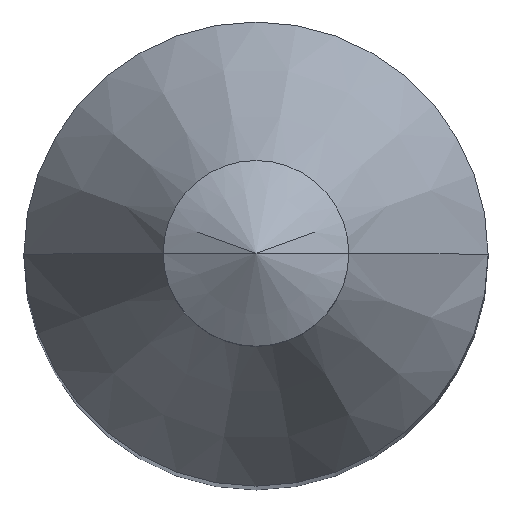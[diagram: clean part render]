
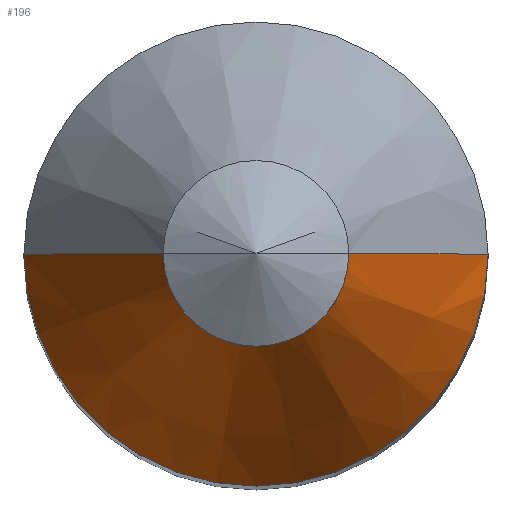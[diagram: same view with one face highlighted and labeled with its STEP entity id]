
A CAD part, top view. The second image highlights one B-rep face of the part: STEP entity #196.
In plain terms, the highlighted conical face has half-angle 30 degrees and reference radius 1.587 mm.
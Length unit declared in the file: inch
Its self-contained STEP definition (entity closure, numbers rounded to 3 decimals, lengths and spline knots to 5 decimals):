
#1 = DIRECTION ( 'NONE',  ( 0., 0., -1. ) ) ;
#4 = AXIS2_PLACEMENT_3D ( 'NONE', #325, #26, #396 ) ;
#14 = DIRECTION ( 'NONE',  ( 0.5, 0., -0.866 ) ) ;
#26 = DIRECTION ( 'NONE',  ( 0., 0., -1. ) ) ;
#27 = VERTEX_POINT ( 'NONE', #239 ) ;
#41 = CARTESIAN_POINT ( 'NONE',  ( 0.0625, 0., 1.96245 ) ) ;
#45 = CIRCLE ( 'NONE', #392, 0.0625 ) ;
#47 = DIRECTION ( 'NONE',  ( -1., 0., 0. ) ) ;
#64 = EDGE_LOOP ( 'NONE', ( #249, #162, #156, #227 ) ) ;
#82 = CARTESIAN_POINT ( 'NONE',  ( -0.15625, 0., 1.80007 ) ) ;
#93 = LINE ( 'NONE', #306, #381 ) ;
#119 = CARTESIAN_POINT ( 'NONE',  ( 0., 0., 1.96245 ) ) ;
#132 = CONICAL_SURFACE ( 'NONE', #195, 0.0625, 0.524 ) ;
#137 = DIRECTION ( 'NONE',  ( 0., 0., -1. ) ) ;
#149 = FACE_OUTER_BOUND ( 'NONE', #64, .T. ) ;
#156 = ORIENTED_EDGE ( 'NONE', *, *, #235, .F. ) ;
#157 = CIRCLE ( 'NONE', #4, 0.15625 ) ;
#162 = ORIENTED_EDGE ( 'NONE', *, *, #302, .T. ) ;
#186 = VERTEX_POINT ( 'NONE', #82 ) ;
#195 = AXIS2_PLACEMENT_3D ( 'NONE', #119, #1, #273 ) ;
#196 = ADVANCED_FACE ( 'NONE', ( #149 ), #132, .T. ) ;
#227 = ORIENTED_EDGE ( 'NONE', *, *, #276, .F. ) ;
#235 = EDGE_CURVE ( 'NONE', #27, #186, #157, .T. ) ;
#239 = CARTESIAN_POINT ( 'NONE',  ( 0.15625, 0., 1.80007 ) ) ;
#249 = ORIENTED_EDGE ( 'NONE', *, *, #394, .T. ) ;
#254 = CARTESIAN_POINT ( 'NONE',  ( -0.0625, 0., 1.96245 ) ) ;
#271 = VECTOR ( 'NONE', #379, 39.37008 ) ;
#273 = DIRECTION ( 'NONE',  ( 1., 0., 0. ) ) ;
#276 = EDGE_CURVE ( 'NONE', #374, #27, #93, .T. ) ;
#302 = EDGE_CURVE ( 'NONE', #308, #186, #371, .T. ) ;
#306 = CARTESIAN_POINT ( 'NONE',  ( 0.0625, 0., 1.96245 ) ) ;
#308 = VERTEX_POINT ( 'NONE', #373 ) ;
#325 = CARTESIAN_POINT ( 'NONE',  ( 0., 0., 1.80007 ) ) ;
#341 = CARTESIAN_POINT ( 'NONE',  ( 0., 0., 1.96245 ) ) ;
#371 = LINE ( 'NONE', #254, #271 ) ;
#373 = CARTESIAN_POINT ( 'NONE',  ( -0.0625, 0., 1.96245 ) ) ;
#374 = VERTEX_POINT ( 'NONE', #41 ) ;
#379 = DIRECTION ( 'NONE',  ( -0.5, 0., -0.866 ) ) ;
#381 = VECTOR ( 'NONE', #14, 39.37008 ) ;
#392 = AXIS2_PLACEMENT_3D ( 'NONE', #341, #137, #47 ) ;
#394 = EDGE_CURVE ( 'NONE', #374, #308, #45, .T. ) ;
#396 = DIRECTION ( 'NONE',  ( -1., 0., 0. ) ) ;
